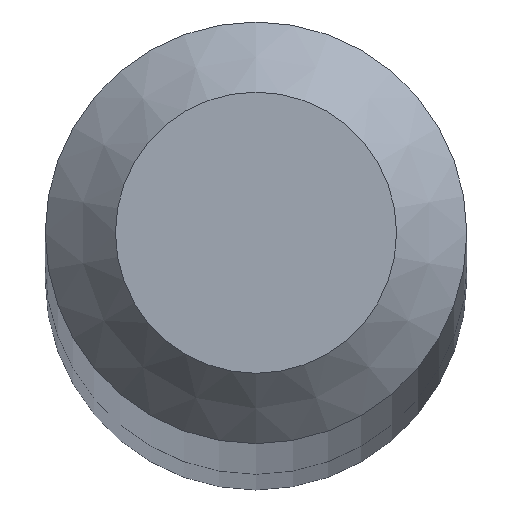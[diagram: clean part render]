
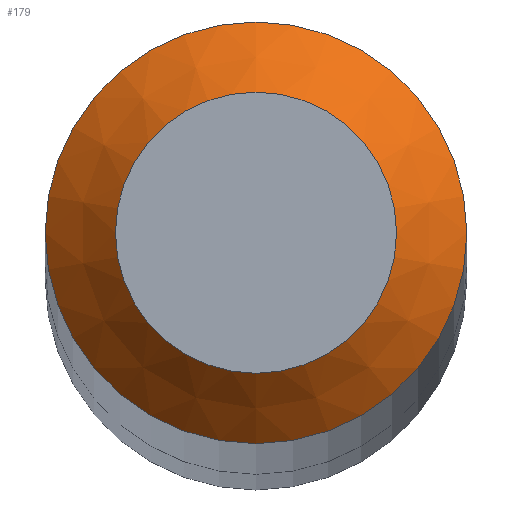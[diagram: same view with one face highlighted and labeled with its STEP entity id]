
A CAD part, top view. The second image highlights one B-rep face of the part: STEP entity #179.
In plain terms, the highlighted conical face has half-angle 45 degrees and reference radius 0.2 mm.
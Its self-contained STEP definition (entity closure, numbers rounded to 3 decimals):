
#12 = EDGE_CURVE ( 'NONE', #90, #90, #51, .T. ) ;
#15 = DIRECTION ( 'NONE',  ( 0., 1., 0. ) ) ;
#16 = AXIS2_PLACEMENT_3D ( 'NONE', #107, #150, #188 ) ;
#20 = FACE_OUTER_BOUND ( 'NONE', #200, .T. ) ;
#39 = DIRECTION ( 'NONE',  ( 0., 0., -1. ) ) ;
#51 = CIRCLE ( 'NONE', #83, 0.3 ) ;
#56 = ORIENTED_EDGE ( 'NONE', *, *, #60, .T. ) ;
#57 = EDGE_LOOP ( 'NONE', ( #56 ) ) ;
#60 = EDGE_CURVE ( 'NONE', #104, #104, #97, .T. ) ;
#83 = AXIS2_PLACEMENT_3D ( 'NONE', #131, #102, #15 ) ;
#86 = CONICAL_SURFACE ( 'NONE', #199, 0.2, 0.785 ) ;
#90 = VERTEX_POINT ( 'NONE', #186 ) ;
#97 = CIRCLE ( 'NONE', #16, 0.2 ) ;
#100 = ORIENTED_EDGE ( 'NONE', *, *, #12, .F. ) ;
#102 = DIRECTION ( 'NONE',  ( 0., 0., -1. ) ) ;
#104 = VERTEX_POINT ( 'NONE', #170 ) ;
#106 = FACE_BOUND ( 'NONE', #57, .T. ) ;
#107 = CARTESIAN_POINT ( 'NONE',  ( 0., 0., 38. ) ) ;
#117 = DIRECTION ( 'NONE',  ( 0., 1., 0. ) ) ;
#131 = CARTESIAN_POINT ( 'NONE',  ( 0., 0., 37.9 ) ) ;
#150 = DIRECTION ( 'NONE',  ( 0., 0., -1. ) ) ;
#170 = CARTESIAN_POINT ( 'NONE',  ( 0., 0.2, 38. ) ) ;
#173 = CARTESIAN_POINT ( 'NONE',  ( 0., 0., 38. ) ) ;
#179 = ADVANCED_FACE ( 'NONE', ( #20, #106 ), #86, .T. ) ;
#186 = CARTESIAN_POINT ( 'NONE',  ( 0., 0.3, 37.9 ) ) ;
#188 = DIRECTION ( 'NONE',  ( 0., 1., 0. ) ) ;
#199 = AXIS2_PLACEMENT_3D ( 'NONE', #173, #39, #117 ) ;
#200 = EDGE_LOOP ( 'NONE', ( #100 ) ) ;
